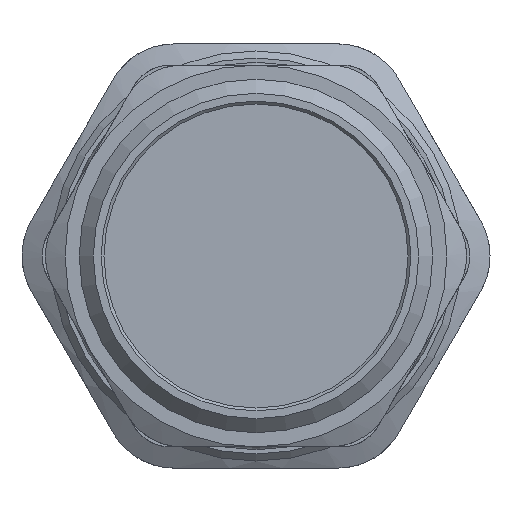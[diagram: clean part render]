
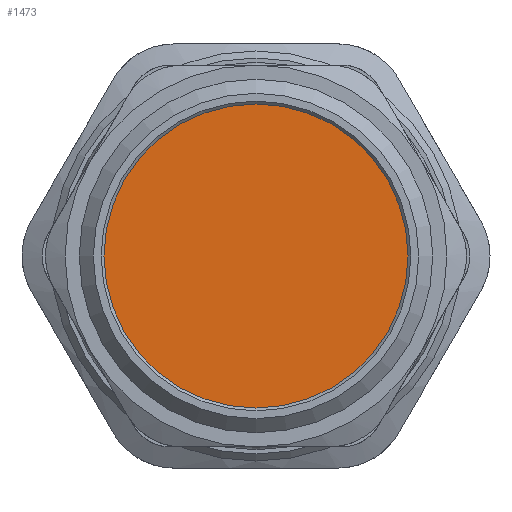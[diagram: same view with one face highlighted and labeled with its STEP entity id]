
A CAD part, front view. The second image highlights one B-rep face of the part: STEP entity #1473.
In plain terms, the highlighted planar face has unit normal (0, -1, 0).
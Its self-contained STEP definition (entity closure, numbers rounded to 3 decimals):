
#204=FACE_OUTER_BOUND('',#301,.T.);
#301=EDGE_LOOP('',(#995));
#543=CIRCLE('',#1599,10.75);
#606=VERTEX_POINT('',#2295);
#757=EDGE_CURVE('',#606,#606,#543,.T.);
#995=ORIENTED_EDGE('',*,*,#757,.F.);
#1438=PLANE('',#1598);
#1473=ADVANCED_FACE('',(#204),#1438,.F.);
#1598=AXIS2_PLACEMENT_3D('',#2294,#1759,#1760);
#1599=AXIS2_PLACEMENT_3D('',#2296,#1761,#1762);
#1759=DIRECTION('center_axis',(0.,1.,0.));
#1760=DIRECTION('ref_axis',(0.,0.,1.));
#1761=DIRECTION('center_axis',(0.,1.,0.));
#1762=DIRECTION('ref_axis',(1.,0.,0.));
#2294=CARTESIAN_POINT('Origin',(-3.125,-12.817,0.));
#2295=CARTESIAN_POINT('',(-13.875,-12.817,0.));
#2296=CARTESIAN_POINT('Origin',(-3.125,-12.817,0.));
